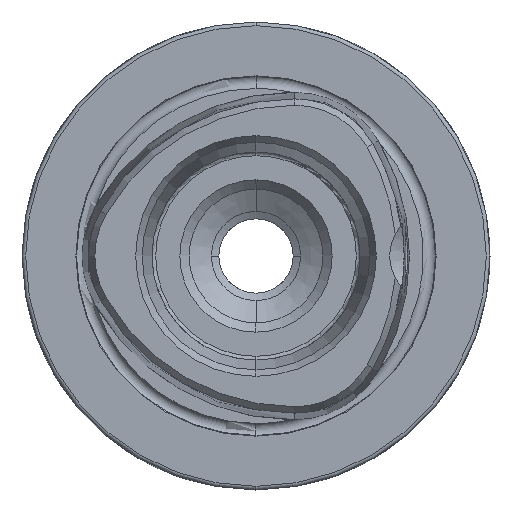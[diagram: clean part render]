
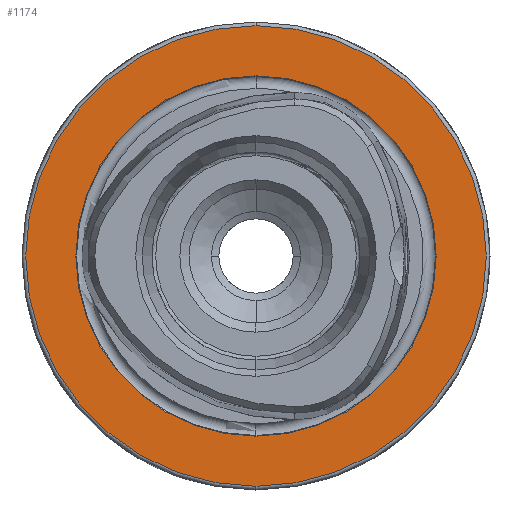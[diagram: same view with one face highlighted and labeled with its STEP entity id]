
A CAD part, left-side view. The second image highlights one B-rep face of the part: STEP entity #1174.
In plain terms, the highlighted planar face has unit normal (-1, 0, 0).
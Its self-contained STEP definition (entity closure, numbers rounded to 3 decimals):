
#122 = AXIS2_PLACEMENT_3D ( 'NONE', #3894, #5715, #351 ) ;
#147 = DIRECTION ( 'NONE',  ( -1., 0., 0. ) ) ;
#191 = ORIENTED_EDGE ( 'NONE', *, *, #3220, .F. ) ;
#351 = DIRECTION ( 'NONE',  ( 0., 0., 1. ) ) ;
#527 = EDGE_CURVE ( 'NONE', #1917, #1979, #1360, .T. ) ;
#607 = CIRCLE ( 'NONE', #3123, 31. ) ;
#695 = VERTEX_POINT ( 'NONE', #1413 ) ;
#801 = EDGE_LOOP ( 'NONE', ( #5900, #6605 ) ) ;
#1059 = EDGE_CURVE ( 'NONE', #1979, #1917, #607, .T. ) ;
#1174 = ADVANCED_FACE ( 'NONE', ( #6333, #1903 ), #6779, .F. ) ;
#1360 = CIRCLE ( 'NONE', #1912, 31. ) ;
#1400 = CARTESIAN_POINT ( 'NONE',  ( 0., 0., 0. ) ) ;
#1413 = CARTESIAN_POINT ( 'NONE',  ( 0., 0., -24.25 ) ) ;
#1903 = FACE_OUTER_BOUND ( 'NONE', #801, .T. ) ;
#1912 = AXIS2_PLACEMENT_3D ( 'NONE', #2510, #147, #4329 ) ;
#1917 = VERTEX_POINT ( 'NONE', #7260 ) ;
#1979 = VERTEX_POINT ( 'NONE', #2646 ) ;
#2510 = CARTESIAN_POINT ( 'NONE',  ( 0., 0., 0. ) ) ;
#2628 = VERTEX_POINT ( 'NONE', #5792 ) ;
#2646 = CARTESIAN_POINT ( 'NONE',  ( 0., 0., -31. ) ) ;
#3049 = CIRCLE ( 'NONE', #7583, 24.25 ) ;
#3123 = AXIS2_PLACEMENT_3D ( 'NONE', #1400, #7435, #3896 ) ;
#3145 = DIRECTION ( 'NONE',  ( -1., 0., 0. ) ) ;
#3220 = EDGE_CURVE ( 'NONE', #695, #2628, #3049, .T. ) ;
#3222 = DIRECTION ( 'NONE',  ( 0., 0., -1. ) ) ;
#3749 = CARTESIAN_POINT ( 'NONE',  ( 0., 24.25, 0. ) ) ;
#3894 = CARTESIAN_POINT ( 'NONE',  ( 0., 0., 0. ) ) ;
#3896 = DIRECTION ( 'NONE',  ( 0., 0., 1. ) ) ;
#4329 = DIRECTION ( 'NONE',  ( 0., 0., 1. ) ) ;
#4460 = EDGE_LOOP ( 'NONE', ( #6446, #191 ) ) ;
#4780 = EDGE_CURVE ( 'NONE', #2628, #695, #6561, .T. ) ;
#5244 = AXIS2_PLACEMENT_3D ( 'NONE', #3749, #5547, #3222 ) ;
#5547 = DIRECTION ( 'NONE',  ( 1., 0., 0. ) ) ;
#5565 = CARTESIAN_POINT ( 'NONE',  ( 0., 0., 0. ) ) ;
#5715 = DIRECTION ( 'NONE',  ( -1., 0., 0. ) ) ;
#5792 = CARTESIAN_POINT ( 'NONE',  ( 0., 0., 24.25 ) ) ;
#5900 = ORIENTED_EDGE ( 'NONE', *, *, #527, .T. ) ;
#6333 = FACE_BOUND ( 'NONE', #4460, .T. ) ;
#6446 = ORIENTED_EDGE ( 'NONE', *, *, #4780, .F. ) ;
#6561 = CIRCLE ( 'NONE', #122, 24.25 ) ;
#6605 = ORIENTED_EDGE ( 'NONE', *, *, #1059, .T. ) ;
#6754 = DIRECTION ( 'NONE',  ( 0., 0., 1. ) ) ;
#6779 = PLANE ( 'NONE',  #5244 ) ;
#7260 = CARTESIAN_POINT ( 'NONE',  ( 0., 0., 31. ) ) ;
#7435 = DIRECTION ( 'NONE',  ( -1., 0., 0. ) ) ;
#7583 = AXIS2_PLACEMENT_3D ( 'NONE', #5565, #3145, #6754 ) ;
